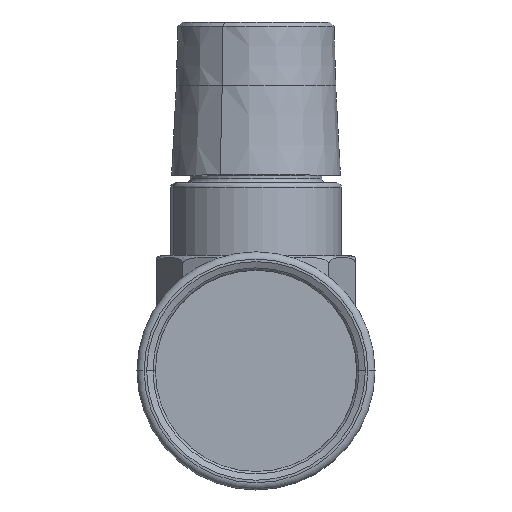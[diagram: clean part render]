
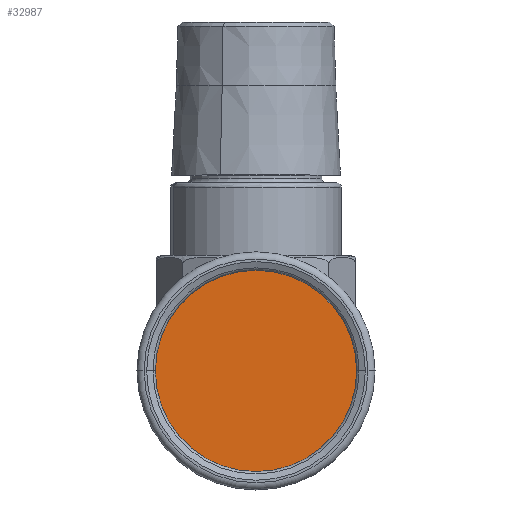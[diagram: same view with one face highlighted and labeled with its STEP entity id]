
A CAD part, top view. The second image highlights one B-rep face of the part: STEP entity #32987.
In plain terms, the highlighted planar face has unit normal (0, 0, 1).
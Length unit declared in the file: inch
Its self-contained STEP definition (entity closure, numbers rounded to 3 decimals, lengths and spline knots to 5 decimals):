
#198 = EDGE_CURVE ( 'NONE', #26017, #26014, #31672, .T. ) ;
#432 = EDGE_CURVE ( 'NONE', #26014, #26017, #10819, .T. ) ;
#510 = AXIS2_PLACEMENT_3D ( 'NONE', #30172, #30183, #30173 ) ;
#596 = AXIS2_PLACEMENT_3D ( 'NONE', #28977, #28945, #29015 ) ;
#1426 = AXIS2_PLACEMENT_3D ( 'NONE', #10420, #10425, #10426 ) ;
#3868 = CARTESIAN_POINT ( 'NONE',  ( 1.38341, -0.35637, 0.74261 ) ) ;
#3869 = CARTESIAN_POINT ( 'NONE',  ( -0.01659, -0.35637, 0.74261 ) ) ;
#10420 = CARTESIAN_POINT ( 'NONE',  ( 0.68341, -0.35637, 0.74261 ) ) ;
#10422 = PLANE ( 'NONE',  #1426 ) ;
#10425 = DIRECTION ( 'NONE',  ( 0., 0., 1. ) ) ;
#10426 = DIRECTION ( 'NONE',  ( 1., 0., 0. ) ) ;
#10819 = CIRCLE ( 'NONE', #596, 0.7 ) ;
#17841 = FACE_OUTER_BOUND ( 'NONE', #32014, .T. ) ;
#26014 = VERTEX_POINT ( 'NONE', #3868 ) ;
#26017 = VERTEX_POINT ( 'NONE', #3869 ) ;
#28945 = DIRECTION ( 'NONE',  ( 0., 0., 1. ) ) ;
#28977 = CARTESIAN_POINT ( 'NONE',  ( 0.68341, -0.35637, 0.74261 ) ) ;
#29015 = DIRECTION ( 'NONE',  ( 1., 0., 0. ) ) ;
#30172 = CARTESIAN_POINT ( 'NONE',  ( 0.68341, -0.35637, 0.74261 ) ) ;
#30173 = DIRECTION ( 'NONE',  ( 1., 0., 0. ) ) ;
#30183 = DIRECTION ( 'NONE',  ( 0., 0., 1. ) ) ;
#31312 = ORIENTED_EDGE ( 'NONE', *, *, #432, .T. ) ;
#31313 = ORIENTED_EDGE ( 'NONE', *, *, #198, .T. ) ;
#31672 = CIRCLE ( 'NONE', #510, 0.7 ) ;
#32014 = EDGE_LOOP ( 'NONE', ( #31312, #31313 ) ) ;
#32987 = ADVANCED_FACE ( 'NONE', ( #17841 ), #10422, .T. ) ;
